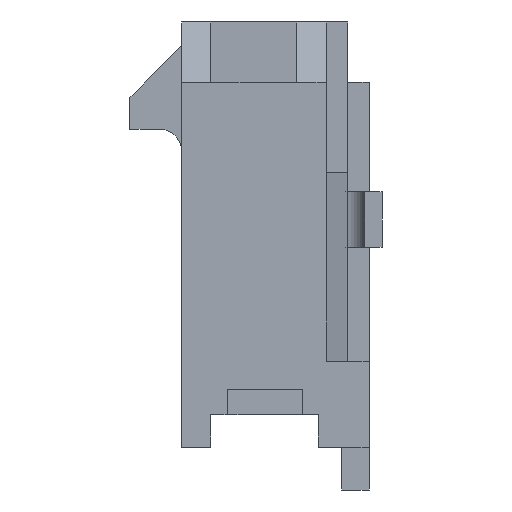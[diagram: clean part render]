
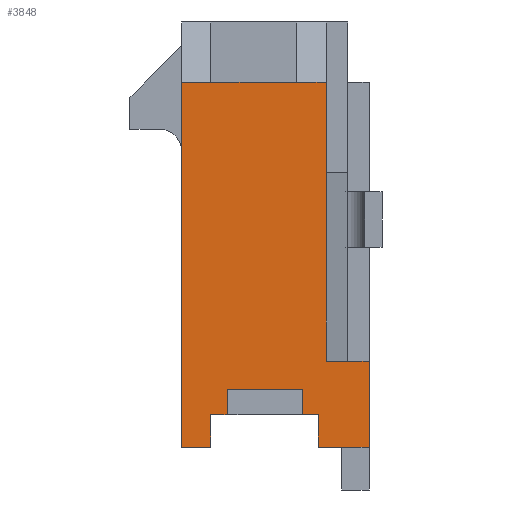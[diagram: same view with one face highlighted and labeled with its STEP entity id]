
A CAD part, left-side view. The second image highlights one B-rep face of the part: STEP entity #3848.
In plain terms, the highlighted planar face has unit normal (-1, 0, 0).
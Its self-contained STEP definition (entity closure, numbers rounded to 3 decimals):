
#1=DIRECTION('',(0.,0.,-1.));
#2=VECTOR('',#1,2.1);
#3=CARTESIAN_POINT('',(-12.32,-1.435,3.55));
#4=LINE('',#3,#2);
#5=DIRECTION('',(0.,0.,-1.));
#6=VECTOR('',#5,4.4);
#7=CARTESIAN_POINT('',(-12.32,-1.435,1.45));
#8=LINE('',#7,#6);
#9=DIRECTION('',(0.,0.,-1.));
#10=VECTOR('',#9,2.);
#11=CARTESIAN_POINT('',(-12.32,-2.435,-2.95));
#12=LINE('',#11,#10);
#13=DIRECTION('',(0.,1.,0.));
#14=VECTOR('',#13,1.185);
#15=CARTESIAN_POINT('',(-12.32,-2.435,-4.95));
#16=LINE('',#15,#14);
#17=DIRECTION('',(0.,0.,1.));
#18=VECTOR('',#17,0.75);
#19=CARTESIAN_POINT('',(-12.32,-1.25,-4.95));
#20=LINE('',#19,#18);
#21=DIRECTION('',(0.,1.,0.));
#22=VECTOR('',#21,0.375);
#23=CARTESIAN_POINT('',(-12.32,-1.25,-4.2));
#24=LINE('',#23,#22);
#25=DIRECTION('',(0.,0.,-1.));
#26=VECTOR('',#25,0.6);
#27=CARTESIAN_POINT('',(-12.32,-0.875,-3.6));
#28=LINE('',#27,#26);
#29=DIRECTION('',(0.,-1.,0.));
#30=VECTOR('',#29,1.75);
#31=CARTESIAN_POINT('',(-12.32,0.875,-3.6));
#32=LINE('',#31,#30);
#33=DIRECTION('',(0.,0.,1.));
#34=VECTOR('',#33,0.6);
#35=CARTESIAN_POINT('',(-12.32,0.875,-4.2));
#36=LINE('',#35,#34);
#37=DIRECTION('',(0.,1.,0.));
#38=VECTOR('',#37,0.375);
#39=CARTESIAN_POINT('',(-12.32,0.875,-4.2));
#40=LINE('',#39,#38);
#41=DIRECTION('',(0.,0.,-1.));
#42=VECTOR('',#41,0.75);
#43=CARTESIAN_POINT('',(-12.32,1.25,-4.2));
#44=LINE('',#43,#42);
#45=DIRECTION('',(0.,1.,0.));
#46=VECTOR('',#45,0.685);
#47=CARTESIAN_POINT('',(-12.32,1.25,-4.95));
#48=LINE('',#47,#46);
#49=DIRECTION('',(0.,0.,1.));
#50=VECTOR('',#49,8.5);
#51=CARTESIAN_POINT('',(-12.32,1.935,-4.95));
#52=LINE('',#51,#50);
#53=DIRECTION('',(0.,-1.,0.));
#54=VECTOR('',#53,0.68);
#55=CARTESIAN_POINT('',(-12.32,1.935,3.55));
#56=LINE('',#55,#54);
#57=DIRECTION('',(0.,1.,0.));
#58=VECTOR('',#57,2.);
#59=CARTESIAN_POINT('',(-12.32,-0.745,3.55));
#60=LINE('',#59,#58);
#61=DIRECTION('',(0.,-1.,0.));
#62=VECTOR('',#61,0.69);
#63=CARTESIAN_POINT('',(-12.32,-0.745,3.55));
#64=LINE('',#63,#62);
#285=DIRECTION('',(0.,1.,0.));
#286=VECTOR('',#285,1.);
#287=CARTESIAN_POINT('',(-12.32,-2.435,-2.95));
#288=LINE('',#287,#286);
#2871=CARTESIAN_POINT('',(-12.32,-2.435,-2.95));
#2872=CARTESIAN_POINT('',(-12.32,-2.435,-4.95));
#2873=VERTEX_POINT('',#2871);
#2874=VERTEX_POINT('',#2872);
#2875=CARTESIAN_POINT('',(-12.32,-1.25,-4.95));
#2876=VERTEX_POINT('',#2875);
#2884=CARTESIAN_POINT('',(-12.32,1.935,3.55));
#2886=VERTEX_POINT('',#2884);
#2891=CARTESIAN_POINT('',(-12.32,1.935,-4.95));
#2892=VERTEX_POINT('',#2891);
#2915=CARTESIAN_POINT('',(-12.32,-1.25,-4.2));
#2916=VERTEX_POINT('',#2915);
#2917=CARTESIAN_POINT('',(-12.32,1.25,-4.2));
#2918=CARTESIAN_POINT('',(-12.32,1.25,-4.95));
#2919=VERTEX_POINT('',#2917);
#2920=VERTEX_POINT('',#2918);
#2941=CARTESIAN_POINT('',(-12.32,-1.435,-2.95));
#2942=VERTEX_POINT('',#2941);
#2947=CARTESIAN_POINT('',(-12.32,-0.745,3.55));
#2948=CARTESIAN_POINT('',(-12.32,1.255,3.55));
#2949=VERTEX_POINT('',#2947);
#2950=VERTEX_POINT('',#2948);
#3403=CARTESIAN_POINT('',(-12.32,0.875,-4.2));
#3404=CARTESIAN_POINT('',(-12.32,0.875,-3.6));
#3405=VERTEX_POINT('',#3403);
#3406=VERTEX_POINT('',#3404);
#3407=CARTESIAN_POINT('',(-12.32,-0.875,-3.6));
#3408=VERTEX_POINT('',#3407);
#3409=CARTESIAN_POINT('',(-12.32,-0.875,-4.2));
#3410=VERTEX_POINT('',#3409);
#3461=CARTESIAN_POINT('',(-12.32,-1.435,3.55));
#3462=CARTESIAN_POINT('',(-12.32,-1.435,1.45));
#3463=VERTEX_POINT('',#3461);
#3464=VERTEX_POINT('',#3462);
#3807=CARTESIAN_POINT('',(-12.32,0.,0.));
#3808=DIRECTION('',(1.,0.,0.));
#3809=DIRECTION('',(0.,0.,-1.));
#3810=AXIS2_PLACEMENT_3D('',#3807,#3808,#3809);
#3811=PLANE('',#3810);
#3813=ORIENTED_EDGE('',*,*,#3812,.T.);
#3815=ORIENTED_EDGE('',*,*,#3814,.T.);
#3817=ORIENTED_EDGE('',*,*,#3816,.F.);
#3819=ORIENTED_EDGE('',*,*,#3818,.T.);
#3821=ORIENTED_EDGE('',*,*,#3820,.T.);
#3823=ORIENTED_EDGE('',*,*,#3822,.T.);
#3825=ORIENTED_EDGE('',*,*,#3824,.T.);
#3827=ORIENTED_EDGE('',*,*,#3826,.F.);
#3829=ORIENTED_EDGE('',*,*,#3828,.F.);
#3831=ORIENTED_EDGE('',*,*,#3830,.F.);
#3833=ORIENTED_EDGE('',*,*,#3832,.T.);
#3835=ORIENTED_EDGE('',*,*,#3834,.T.);
#3837=ORIENTED_EDGE('',*,*,#3836,.T.);
#3839=ORIENTED_EDGE('',*,*,#3838,.T.);
#3841=ORIENTED_EDGE('',*,*,#3840,.T.);
#3843=ORIENTED_EDGE('',*,*,#3842,.F.);
#3845=ORIENTED_EDGE('',*,*,#3844,.T.);
#3846=EDGE_LOOP('',(#3813,#3815,#3817,#3819,#3821,#3823,#3825,#3827,#3829,#3831,
#3833,#3835,#3837,#3839,#3841,#3843,#3845));
#3847=FACE_OUTER_BOUND('',#3846,.F.);
#3848=ADVANCED_FACE('',(#3847),#3811,.F.);
#3812=EDGE_CURVE('',#3463,#3464,#4,.T.);
#3814=EDGE_CURVE('',#3464,#2942,#8,.T.);
#3816=EDGE_CURVE('',#2873,#2942,#288,.T.);
#3818=EDGE_CURVE('',#2873,#2874,#12,.T.);
#3820=EDGE_CURVE('',#2874,#2876,#16,.T.);
#3822=EDGE_CURVE('',#2876,#2916,#20,.T.);
#3824=EDGE_CURVE('',#2916,#3410,#24,.T.);
#3826=EDGE_CURVE('',#3408,#3410,#28,.T.);
#3828=EDGE_CURVE('',#3406,#3408,#32,.T.);
#3830=EDGE_CURVE('',#3405,#3406,#36,.T.);
#3832=EDGE_CURVE('',#3405,#2919,#40,.T.);
#3834=EDGE_CURVE('',#2919,#2920,#44,.T.);
#3836=EDGE_CURVE('',#2920,#2892,#48,.T.);
#3838=EDGE_CURVE('',#2892,#2886,#52,.T.);
#3840=EDGE_CURVE('',#2886,#2950,#56,.T.);
#3842=EDGE_CURVE('',#2949,#2950,#60,.T.);
#3844=EDGE_CURVE('',#2949,#3463,#64,.T.);
